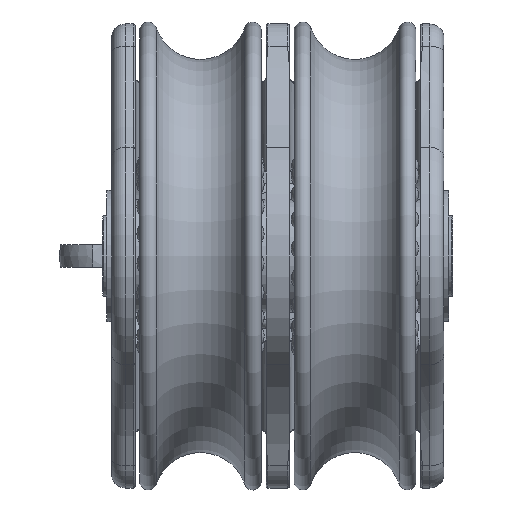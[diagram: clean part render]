
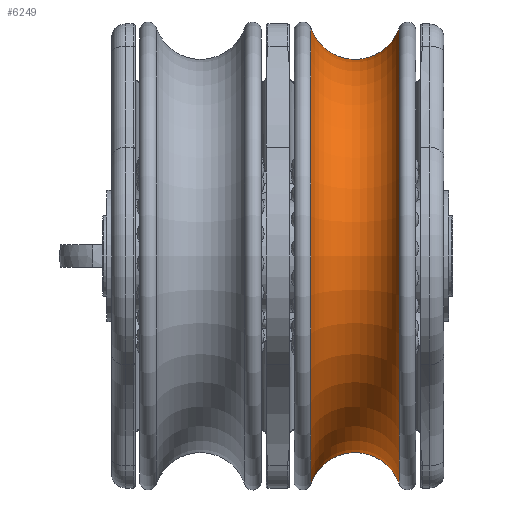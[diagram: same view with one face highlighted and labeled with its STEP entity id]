
A CAD part, front view. The second image highlights one B-rep face of the part: STEP entity #6249.
In plain terms, the highlighted toroidal (fillet/blend) face has major radius 26 mm and minor radius 5 mm.
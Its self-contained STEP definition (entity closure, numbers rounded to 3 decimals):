
#964=FACE_BOUND('',#1631,.T.);
#1123=FACE_OUTER_BOUND('',#1630,.T.);
#1630=EDGE_LOOP('',(#4347));
#1631=EDGE_LOOP('',(#4348));
#2232=CIRCLE('',#6716,24.385);
#2267=CIRCLE('',#6765,24.385);
#2789=VERTEX_POINT('',#9951);
#2824=VERTEX_POINT('',#10035);
#3385=EDGE_CURVE('',#2789,#2789,#2232,.T.);
#3420=EDGE_CURVE('',#2824,#2824,#2267,.T.);
#4347=ORIENTED_EDGE('',*,*,#3420,.F.);
#4348=ORIENTED_EDGE('',*,*,#3385,.T.);
#6134=TOROIDAL_SURFACE('',#6766,26.,5.);
#6249=ADVANCED_FACE('',(#1123,#964),#6134,.F.);
#6716=AXIS2_PLACEMENT_3D('',#9952,#7731,#7732);
#6765=AXIS2_PLACEMENT_3D('',#10036,#7829,#7830);
#6766=AXIS2_PLACEMENT_3D('',#10037,#7831,#7832);
#7731=DIRECTION('center_axis',(1.,0.,0.));
#7732=DIRECTION('ref_axis',(0.,0.,
-1.));
#7829=DIRECTION('center_axis',(1.,0.,0.));
#7830=DIRECTION('ref_axis',(0.,0.,
-1.));
#7831=DIRECTION('center_axis',(1.,0.,0.));
#7832=DIRECTION('ref_axis',(0.,-1.,0.));
#9951=CARTESIAN_POINT('',(3.518,0.,-24.385));
#9952=CARTESIAN_POINT('Origin',(3.518,0.,0.));
#10035=CARTESIAN_POINT('',(12.982,0.,-24.385));
#10036=CARTESIAN_POINT('Origin',(12.982,0.,
0.));
#10037=CARTESIAN_POINT('Origin',(8.25,0.,
0.));
